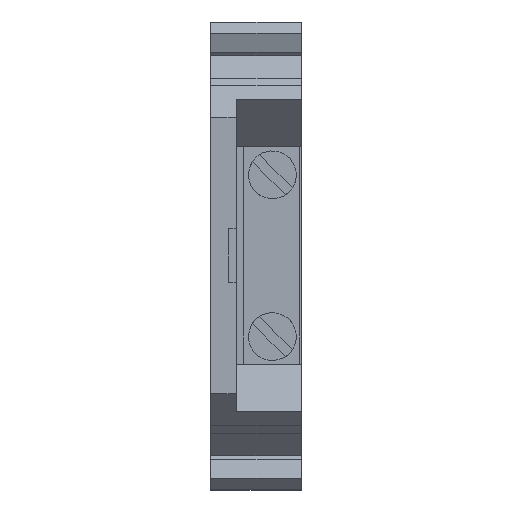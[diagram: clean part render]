
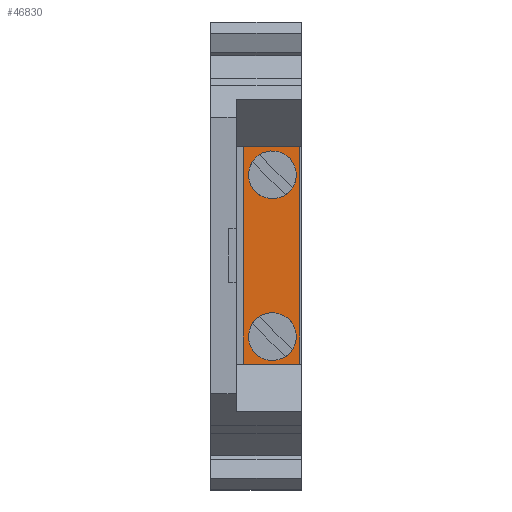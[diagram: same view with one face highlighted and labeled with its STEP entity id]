
A CAD part, top view. The second image highlights one B-rep face of the part: STEP entity #46830.
In plain terms, the highlighted face is planar.
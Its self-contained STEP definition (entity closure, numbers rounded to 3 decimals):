
#18670=CARTESIAN_POINT('',(-29.65,41.865,-12.));
#18680=VERTEX_POINT('',#18670);
#18710=CARTESIAN_POINT('',(-31.5,41.865,-12.));
#18720=DIRECTION('',(1.,0.,0.));
#18730=VECTOR('',#18720,1.);
#18740=LINE('',#18710,#18730);
#18750=CARTESIAN_POINT('',(-5.35,41.865,-12.));
#18760=VERTEX_POINT('',#18750);
#18770=EDGE_CURVE('',#18680,#18760,#18740,.T.);
#43500=CARTESIAN_POINT('',(-29.65,41.865,-18.275));
#43510=VERTEX_POINT('',#43500);
#43980=CARTESIAN_POINT('',(-29.65,41.865,-11.825));
#43990=DIRECTION('',(0.,0.,1.));
#44000=VECTOR('',#43990,1.);
#44010=LINE('',#43980,#44000);
#44020=EDGE_CURVE('',#43510,#18680,#44010,.T.);
#46140=CARTESIAN_POINT('',(-5.35,41.865,-18.275));
#46150=VERTEX_POINT('',#46140);
#46180=CARTESIAN_POINT('',(0.,41.865,-18.275));
#46190=DIRECTION('',(-1.,0.,0.));
#46200=VECTOR('',#46190,1.);
#46210=LINE('',#46180,#46200);
#46220=EDGE_CURVE('',#46150,#43510,#46210,.T.);
#46370=CARTESIAN_POINT('',(-31.5,41.865,-12.));
#46380=DIRECTION('',(-0.,-1.,-0.));
#46390=DIRECTION('',(-1.,0.,0.));
#46400=AXIS2_PLACEMENT_3D('',#46370,#46380,#46390);
#46410=PLANE('',#46400);
#46420=ORIENTED_EDGE('',*,*,#18770,.T.);
#46430=ORIENTED_EDGE('',*,*,#44020,.T.);
#46440=ORIENTED_EDGE('',*,*,#46220,.T.);
#46450=CARTESIAN_POINT('',(-5.35,41.865,-11.825));
#46460=DIRECTION('',(0.,0.,-1.));
#46470=VECTOR('',#46460,1.);
#46480=LINE('',#46450,#46470);
#46490=EDGE_CURVE('',#18760,#46150,#46480,.T.);
#46500=ORIENTED_EDGE('',*,*,#46490,.T.);
#46510=EDGE_LOOP('',(#46500,#46440,#46430,#46420));
#46520=FACE_OUTER_BOUND('',#46510,.T.);
#46530=CARTESIAN_POINT('',(-8.5,41.865,-15.05));
#46540=DIRECTION('',(0.,1.,0.));
#46550=DIRECTION('',(-0.707,0.,-0.707));
#46560=AXIS2_PLACEMENT_3D('',#46530,#46540,#46550);
#46570=CIRCLE('',#46560,2.);
#46580=CARTESIAN_POINT('',(-9.914,41.865,-16.464));
#46590=VERTEX_POINT('',#46580);
#46600=CARTESIAN_POINT('',(-7.086,41.865,-13.636));
#46610=VERTEX_POINT('',#46600);
#46620=EDGE_CURVE('',#46590,#46610,#46570,.T.);
#46630=ORIENTED_EDGE('',*,*,#46620,.F.);
#46640=EDGE_CURVE('',#46610,#46590,#46570,.T.);
#46650=ORIENTED_EDGE('',*,*,#46640,.F.);
#46660=EDGE_LOOP('',(#46650,#46630));
#46670=FACE_BOUND('',#46660,.T.);
#46680=CARTESIAN_POINT('',(-26.5,41.865,-15.05));
#46690=DIRECTION('',(0.,1.,0.));
#46700=DIRECTION('',(-0.707,0.,-0.707));
#46710=AXIS2_PLACEMENT_3D('',#46680,#46690,#46700);
#46720=CIRCLE('',#46710,2.);
#46730=CARTESIAN_POINT('',(-27.914,41.865,-16.464));
#46740=VERTEX_POINT('',#46730);
#46750=CARTESIAN_POINT('',(-25.086,41.865,-13.636));
#46760=VERTEX_POINT('',#46750);
#46770=EDGE_CURVE('',#46740,#46760,#46720,.T.);
#46780=ORIENTED_EDGE('',*,*,#46770,.F.);
#46790=EDGE_CURVE('',#46760,#46740,#46720,.T.);
#46800=ORIENTED_EDGE('',*,*,#46790,.F.);
#46810=EDGE_LOOP('',(#46800,#46780));
#46820=FACE_BOUND('',#46810,.T.);
#46830=ADVANCED_FACE('',(#46520,#46670,#46820),#46410,.F.);
